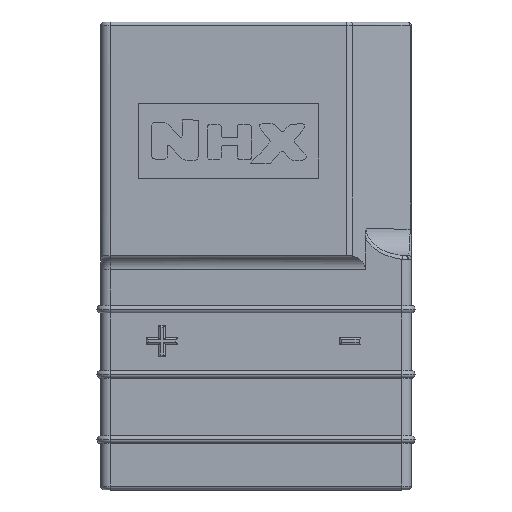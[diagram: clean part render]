
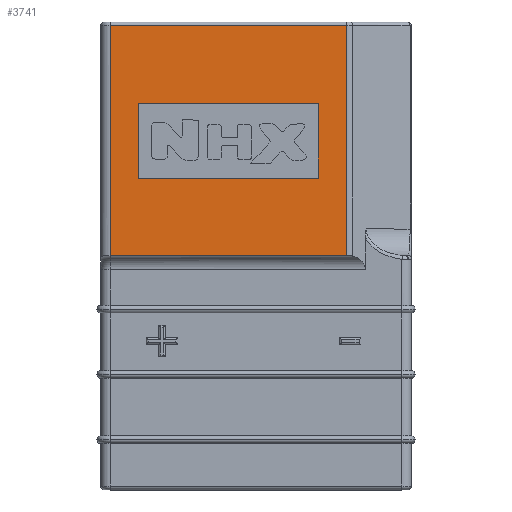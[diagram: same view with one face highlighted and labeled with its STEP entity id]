
A CAD part, top view. The second image highlights one B-rep face of the part: STEP entity #3741.
In plain terms, the highlighted planar face has unit normal (0, 0, 1).
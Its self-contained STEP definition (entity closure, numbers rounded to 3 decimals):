
#3668=CARTESIAN_POINT('',(6.85,17.,8.5));
#3669=DIRECTION('',(0.,0.,1.));
#3670=DIRECTION('',(-1.,0.,0.));
#3671=AXIS2_PLACEMENT_3D('',#3668,#3669,#3670);
#3672=PLANE('',#3671);
#3673=CARTESIAN_POINT('',(2.,16.65,8.5));
#3674=VERTEX_POINT('',#3673);
#3675=CARTESIAN_POINT('',(11.634,16.65,8.5));
#3676=VERTEX_POINT('',#3675);
#3677=CARTESIAN_POINT('',(2.,16.65,8.5));
#3678=DIRECTION('',(1.,-0.,-0.));
#3679=VECTOR('',#3678,9.634);
#3680=LINE('',#3677,#3679);
#3681=EDGE_CURVE('',#3674,#3676,#3680,.T.);
#3682=ORIENTED_EDGE('',*,*,#3681,.F.);
#3683=CARTESIAN_POINT('',(2.,20.65,8.5));
#3684=VERTEX_POINT('',#3683);
#3685=CARTESIAN_POINT('',(2.,20.65,8.5));
#3686=DIRECTION('',(0.,-1.,0.));
#3687=VECTOR('',#3686,4.);
#3688=LINE('',#3685,#3687);
#3689=EDGE_CURVE('',#3684,#3674,#3688,.T.);
#3690=ORIENTED_EDGE('',*,*,#3689,.F.);
#3691=CARTESIAN_POINT('',(11.634,20.65,8.5));
#3692=VERTEX_POINT('',#3691);
#3693=CARTESIAN_POINT('',(11.634,20.65,8.5));
#3694=DIRECTION('',(-1.,-0.,0.));
#3695=VECTOR('',#3694,9.634);
#3696=LINE('',#3693,#3695);
#3697=EDGE_CURVE('',#3692,#3684,#3696,.T.);
#3698=ORIENTED_EDGE('',*,*,#3697,.F.);
#3699=CARTESIAN_POINT('',(11.634,16.65,8.5));
#3700=DIRECTION('',(0.,1.,-0.));
#3701=VECTOR('',#3700,4.);
#3702=LINE('',#3699,#3701);
#3703=EDGE_CURVE('',#3676,#3692,#3702,.T.);
#3704=ORIENTED_EDGE('',*,*,#3703,.F.);
#3705=EDGE_LOOP('',(#3682,#3690,#3698,#3704));
#3706=FACE_BOUND('',#3705,.T.);
#3707=CARTESIAN_POINT('',(13.134,12.5,8.5));
#3708=VERTEX_POINT('',#3707);
#3709=CARTESIAN_POINT('',(13.134,24.8,8.5));
#3710=VERTEX_POINT('',#3709);
#3711=CARTESIAN_POINT('',(13.134,12.5,8.5));
#3712=DIRECTION('',(0.,1.,-0.));
#3713=VECTOR('',#3712,12.3);
#3714=LINE('',#3711,#3713);
#3715=EDGE_CURVE('',#3708,#3710,#3714,.T.);
#3716=ORIENTED_EDGE('',*,*,#3715,.T.);
#3717=CARTESIAN_POINT('',(0.5,24.8,8.5));
#3718=VERTEX_POINT('',#3717);
#3719=CARTESIAN_POINT('',(13.134,24.8,8.5));
#3720=DIRECTION('',(-1.,0.,0.));
#3721=VECTOR('',#3720,12.634);
#3722=LINE('',#3719,#3721);
#3723=EDGE_CURVE('',#3710,#3718,#3722,.T.);
#3724=ORIENTED_EDGE('',*,*,#3723,.T.);
#3725=CARTESIAN_POINT('',(0.5,12.5,8.5));
#3726=VERTEX_POINT('',#3725);
#3727=CARTESIAN_POINT('',(0.5,24.8,8.5));
#3728=DIRECTION('',(-0.,-1.,0.));
#3729=VECTOR('',#3728,12.3);
#3730=LINE('',#3727,#3729);
#3731=EDGE_CURVE('',#3718,#3726,#3730,.T.);
#3732=ORIENTED_EDGE('',*,*,#3731,.T.);
#3733=CARTESIAN_POINT('',(0.5,12.5,8.5));
#3734=DIRECTION('',(1.,-0.,-0.));
#3735=VECTOR('',#3734,12.634);
#3736=LINE('',#3733,#3735);
#3737=EDGE_CURVE('',#3726,#3708,#3736,.T.);
#3738=ORIENTED_EDGE('',*,*,#3737,.T.);
#3739=EDGE_LOOP('',(#3716,#3724,#3732,#3738));
#3740=FACE_BOUND('',#3739,.T.);
#3741=ADVANCED_FACE('',(#3706,#3740),#3672,.T.);
